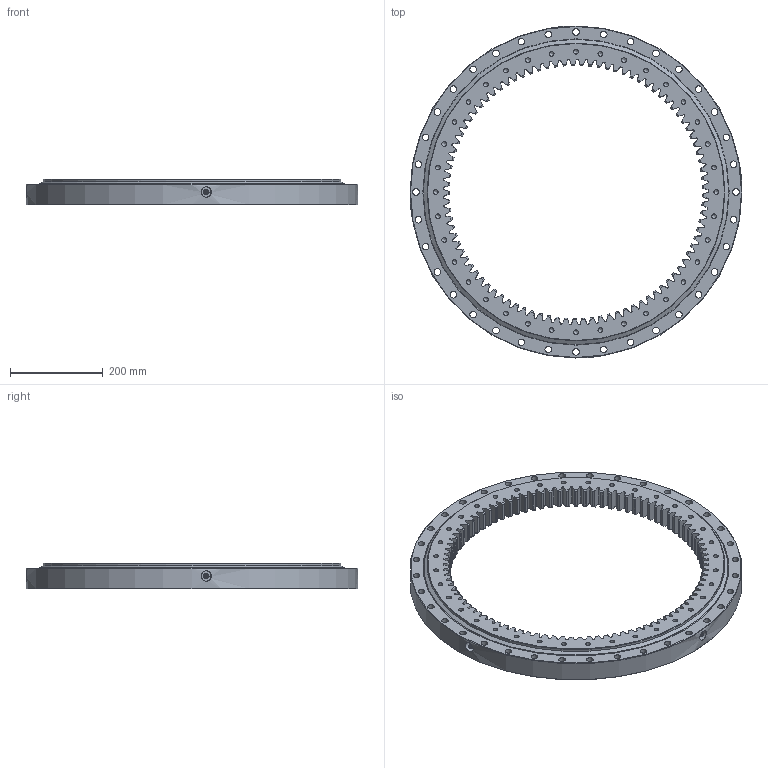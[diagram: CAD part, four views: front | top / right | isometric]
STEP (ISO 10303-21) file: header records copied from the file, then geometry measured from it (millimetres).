
FILE_DESCRIPTION (( 'STEP AP214' ), '1' );
FILE_NAME ('I.716.20.00.B.STEP', '2016-11-15T12:39:38', ( '' ), ( '' ), 'SwSTEP 2.0', 'SolidWorks 2015', '' );
FILE_SCHEMA (( 'AUTOMOTIVE_DESIGN' ));
Length unit declared in the file: millimetre
Products named in the file (7): Grease nipple M10x1mm; B.716.B20B.A3N.0 - OR Seal; B.716.B20B.A3N.0 - IR Seal; Ball D20; B.716.B20B.A3N.0 - OR; B.716.B20B.A3N.0 - IR; I.716.20.00.B
Assembly tree (94 placements, depth 2):
  I.716.20.00.B
    B.716.B20B.A3N.0 - IR
    B.716.B20B.A3N.0 - OR
    Ball D20  x86
    B.716.B20B.A3N.0 - IR Seal
    B.716.B20B.A3N.0 - OR Seal
    Grease nipple M10x1mm  x4
Bounding box: 716 x 716 x 56 mm (x, y, z)
Volume: 6127012.7 mm3; surface area: 1183797.3 mm2
Topology: 94 solids, 94 shells, 1302 faces, 3705 edges, 2433 vertices
Faces by surface type: bspline 372, plane 337, cone 292, cylinder 196, sphere 86, torus 19
Full cylindrical faces by diameter (mm): 3 x4, 5 x4, 9 x4, 10 x4, 10.2 x36, 14 x36, 22 x4, 628.5 x2, 642.5 x3, 645.5 x3, 659.5 x2, 716 x1
Entity records: 41516 total; most frequent: CARTESIAN_POINT 14387, ORIENTED_EDGE 6144, DIRECTION 4052, EDGE_CURVE 3072, VERTEX_POINT 2116, AXIS2_PLACEMENT_3D 1465, EDGE_LOOP 1394, B_SPLINE_CURVE_WITH_KNOTS 1346
